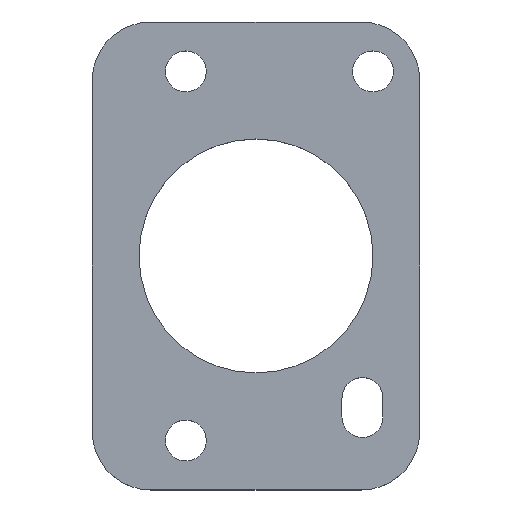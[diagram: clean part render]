
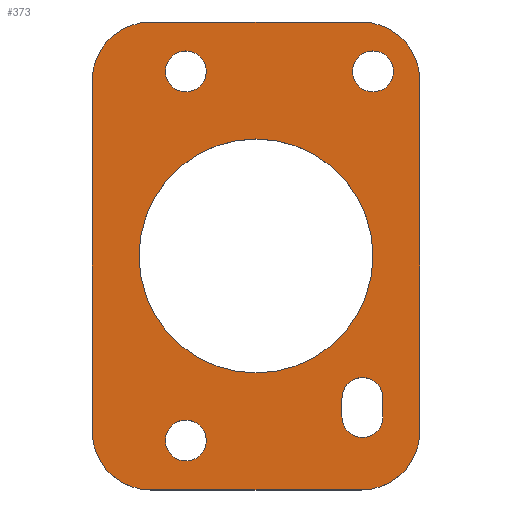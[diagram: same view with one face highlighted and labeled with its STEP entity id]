
A CAD part, top view. The second image highlights one B-rep face of the part: STEP entity #373.
In plain terms, the highlighted planar face has unit normal (0, 0, 1).
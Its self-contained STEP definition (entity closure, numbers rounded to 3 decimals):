
#31=FACE_BOUND('',#84,.T.);
#32=FACE_BOUND('',#85,.T.);
#33=FACE_BOUND('',#86,.T.);
#34=FACE_BOUND('',#87,.T.);
#35=FACE_BOUND('',#88,.T.);
#47=PLANE('',#429);
#65=FACE_OUTER_BOUND('',#83,.T.);
#83=EDGE_LOOP('',(#315,#316,#317,#318,#319,#320,#321,#322));
#84=EDGE_LOOP('',(#323,#324,#325,#326));
#85=EDGE_LOOP('',(#327));
#86=EDGE_LOOP('',(#328));
#87=EDGE_LOOP('',(#329));
#88=EDGE_LOOP('',(#330));
#101=LINE('',#593,#129);
#105=LINE('',#605,#133);
#109=LINE('',#617,#137);
#113=LINE('',#629,#141);
#117=LINE('',#641,#145);
#121=LINE('',#653,#149);
#129=VECTOR('',#477,10.);
#133=VECTOR('',#489,10.);
#137=VECTOR('',#501,10.);
#141=VECTOR('',#513,10.);
#145=VECTOR('',#525,10.);
#149=VECTOR('',#537,10.);
#151=CIRCLE('',#394,1.75);
#153=CIRCLE('',#397,10.);
#155=CIRCLE('',#400,1.75);
#157=CIRCLE('',#403,1.75);
#160=CIRCLE('',#408,1.75);
#162=CIRCLE('',#412,1.75);
#164=CIRCLE('',#416,5.);
#166=CIRCLE('',#420,5.);
#168=CIRCLE('',#424,5.);
#170=CIRCLE('',#428,5.);
#171=VERTEX_POINT('',#563);
#173=VERTEX_POINT('',#569);
#175=VERTEX_POINT('',#575);
#177=VERTEX_POINT('',#581);
#181=VERTEX_POINT('',#590);
#182=VERTEX_POINT('',#592);
#184=VERTEX_POINT('',#598);
#186=VERTEX_POINT('',#604);
#189=VERTEX_POINT('',#614);
#190=VERTEX_POINT('',#616);
#192=VERTEX_POINT('',#622);
#194=VERTEX_POINT('',#628);
#196=VERTEX_POINT('',#634);
#198=VERTEX_POINT('',#640);
#200=VERTEX_POINT('',#646);
#202=VERTEX_POINT('',#652);
#203=EDGE_CURVE('',#171,#171,#151,.T.);
#206=EDGE_CURVE('',#173,#173,#153,.T.);
#209=EDGE_CURVE('',#175,#175,#155,.T.);
#212=EDGE_CURVE('',#177,#177,#157,.T.);
#217=EDGE_CURVE('',#182,#181,#101,.T.);
#220=EDGE_CURVE('',#184,#182,#160,.T.);
#223=EDGE_CURVE('',#186,#184,#105,.T.);
#226=EDGE_CURVE('',#181,#186,#162,.T.);
#229=EDGE_CURVE('',#190,#189,#109,.T.);
#232=EDGE_CURVE('',#192,#190,#164,.T.);
#235=EDGE_CURVE('',#194,#192,#113,.T.);
#238=EDGE_CURVE('',#196,#194,#166,.T.);
#241=EDGE_CURVE('',#198,#196,#117,.T.);
#244=EDGE_CURVE('',#200,#198,#168,.T.);
#247=EDGE_CURVE('',#202,#200,#121,.T.);
#250=EDGE_CURVE('',#189,#202,#170,.T.);
#315=ORIENTED_EDGE('',*,*,#250,.T.);
#316=ORIENTED_EDGE('',*,*,#247,.T.);
#317=ORIENTED_EDGE('',*,*,#244,.T.);
#318=ORIENTED_EDGE('',*,*,#241,.T.);
#319=ORIENTED_EDGE('',*,*,#238,.T.);
#320=ORIENTED_EDGE('',*,*,#235,.T.);
#321=ORIENTED_EDGE('',*,*,#232,.T.);
#322=ORIENTED_EDGE('',*,*,#229,.T.);
#323=ORIENTED_EDGE('',*,*,#226,.T.);
#324=ORIENTED_EDGE('',*,*,#223,.T.);
#325=ORIENTED_EDGE('',*,*,#220,.T.);
#326=ORIENTED_EDGE('',*,*,#217,.T.);
#327=ORIENTED_EDGE('',*,*,#212,.T.);
#328=ORIENTED_EDGE('',*,*,#209,.T.);
#329=ORIENTED_EDGE('',*,*,#206,.T.);
#330=ORIENTED_EDGE('',*,*,#203,.T.);
#373=ADVANCED_FACE('',(#65,#31,#32,#33,#34,#35),#47,.T.);
#394=AXIS2_PLACEMENT_3D('',#564,#447,#448);
#397=AXIS2_PLACEMENT_3D('',#570,#454,#455);
#400=AXIS2_PLACEMENT_3D('',#576,#461,#462);
#403=AXIS2_PLACEMENT_3D('',#582,#468,#469);
#408=AXIS2_PLACEMENT_3D('',#599,#483,#484);
#412=AXIS2_PLACEMENT_3D('',#609,#495,#496);
#416=AXIS2_PLACEMENT_3D('',#623,#507,#508);
#420=AXIS2_PLACEMENT_3D('',#635,#519,#520);
#424=AXIS2_PLACEMENT_3D('',#647,#531,#532);
#428=AXIS2_PLACEMENT_3D('',#657,#543,#544);
#429=AXIS2_PLACEMENT_3D('',#658,#545,#546);
#447=DIRECTION('center_axis',(0.,0.,-1.));
#448=DIRECTION('ref_axis',(-1.,0.,0.));
#454=DIRECTION('center_axis',(0.,0.,-1.));
#455=DIRECTION('ref_axis',(-1.,0.,0.));
#461=DIRECTION('center_axis',(0.,0.,-1.));
#462=DIRECTION('ref_axis',(-1.,0.,0.));
#468=DIRECTION('center_axis',(0.,0.,-1.));
#469=DIRECTION('ref_axis',(-1.,0.,0.));
#477=DIRECTION('',(0.,1.,0.));
#483=DIRECTION('center_axis',(0.,0.,-1.));
#484=DIRECTION('ref_axis',(-1.,0.,0.));
#489=DIRECTION('',(0.,-1.,0.));
#495=DIRECTION('center_axis',(0.,0.,-1.));
#496=DIRECTION('ref_axis',(1.,0.,0.));
#501=DIRECTION('',(-1.,0.,0.));
#507=DIRECTION('center_axis',(0.,0.,1.));
#508=DIRECTION('ref_axis',(1.,0.,0.));
#513=DIRECTION('',(0.,1.,0.));
#519=DIRECTION('center_axis',(0.,0.,1.));
#520=DIRECTION('ref_axis',(0.,-1.,0.));
#525=DIRECTION('',(1.,0.,0.));
#531=DIRECTION('center_axis',(0.,0.,1.));
#532=DIRECTION('ref_axis',(-1.,0.,0.));
#537=DIRECTION('',(0.,-1.,0.));
#543=DIRECTION('center_axis',(0.,0.,1.));
#544=DIRECTION('ref_axis',(0.,1.,0.));
#545=DIRECTION('center_axis',(0.,0.,1.));
#546=DIRECTION('ref_axis',(-1.,0.,0.));
#563=CARTESIAN_POINT('',(-4.25,-15.775,0.));
#564=CARTESIAN_POINT('Origin',(-6.,-15.775,0.));
#569=CARTESIAN_POINT('',(10.,0.,0.));
#570=CARTESIAN_POINT('Origin',(0.,0.,0.));
#575=CARTESIAN_POINT('',(-4.25,15.775,0.));
#576=CARTESIAN_POINT('Origin',(-6.,15.775,0.));
#581=CARTESIAN_POINT('',(11.75,15.775,0.));
#582=CARTESIAN_POINT('Origin',(10.,15.775,0.));
#590=CARTESIAN_POINT('',(7.35,-12.152,0.));
#592=CARTESIAN_POINT('',(7.35,-13.752,0.));
#593=CARTESIAN_POINT('',(7.35,-13.752,0.));
#598=CARTESIAN_POINT('',(10.85,-13.752,0.));
#599=CARTESIAN_POINT('Origin',(9.1,-13.752,0.));
#604=CARTESIAN_POINT('',(10.85,-12.152,0.));
#605=CARTESIAN_POINT('',(10.85,-12.152,0.));
#609=CARTESIAN_POINT('Origin',(9.1,-12.152,0.));
#614=CARTESIAN_POINT('',(-9.,20.,0.));
#616=CARTESIAN_POINT('',(9.,20.,0.));
#617=CARTESIAN_POINT('',(-9.,20.,0.));
#622=CARTESIAN_POINT('',(14.,15.,0.));
#623=CARTESIAN_POINT('Origin',(9.,15.,0.));
#628=CARTESIAN_POINT('',(14.,-15.,0.));
#629=CARTESIAN_POINT('',(14.,15.,0.));
#634=CARTESIAN_POINT('',(9.,-20.,0.));
#635=CARTESIAN_POINT('Origin',(9.,-15.,0.));
#640=CARTESIAN_POINT('',(-9.,-20.,0.));
#641=CARTESIAN_POINT('',(9.,-20.,0.));
#646=CARTESIAN_POINT('',(-14.,-15.,0.));
#647=CARTESIAN_POINT('Origin',(-9.,-15.,0.));
#652=CARTESIAN_POINT('',(-14.,15.,0.));
#653=CARTESIAN_POINT('',(-14.,-15.,0.));
#657=CARTESIAN_POINT('Origin',(-9.,15.,0.));
#658=CARTESIAN_POINT('Origin',(0.,0.,0.));
